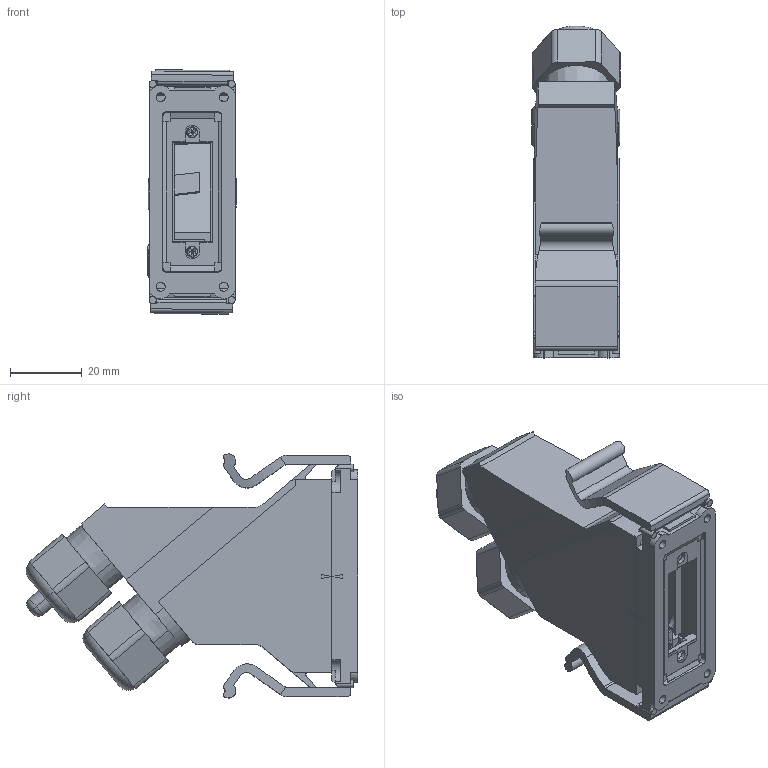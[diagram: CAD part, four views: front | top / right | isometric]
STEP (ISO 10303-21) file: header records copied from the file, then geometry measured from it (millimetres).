
FILE_DESCRIPTION(('Creo Elements/Direct Modeling STEP Export'),'2;1');
FILE_NAME('model.stp','2019-05-23T 1:49:28',(''),(''),'Creo Elements/Direct Modeling STEP processor for AP214 (Solid Model)','Creo Elements/Direct Modeling 20.1A 29-Sep-2018 (C) Parametric Technology GmbH','');
FILE_SCHEMA(('AUTOMOTIVE_DESIGN { 1 0 10303 214 1 1 1 1 }'));
Length unit declared in the file: millimetre
Products named in the file (8): VS-15-SET-EMV.1; VS-15-SET-EMV.6; VS-15-SET-EMV.3; VS-15-SET-EMV.4; VS-15-SET-EMV.5; VS-15-SET-EMV.2; VS-15-SET-EMV
Assembly tree (7 placements, depth 2):
  VS-15-SET-EMV
    VS-15-SET-EMV
    VS-15-SET-EMV.2
    VS-15-SET-EMV.5
    VS-15-SET-EMV.4
    VS-15-SET-EMV.3
    VS-15-SET-EMV.6
    VS-15-SET-EMV.1
Bounding box: 24.7 x 92.65 x 68.19 mm (x, y, z)
Volume: 60469 mm3; surface area: 35780.6 mm2
Topology: 7 solids, 7 shells, 811 faces, 2208 edges, 1444 vertices
Faces by surface type: plane 517, cylinder 244, torus 28, cone 16, extrusion 4, sphere 2
Entity records: 35491 total; most frequent: CARTESIAN_POINT 8453, ORIENTED_EDGE 4416, DIRECTION 4029, EDGE_CURVE 2208, VECTOR 1515, LINE 1511, VERTEX_POINT 1444, AXIS2_PLACEMENT_3D 1257
